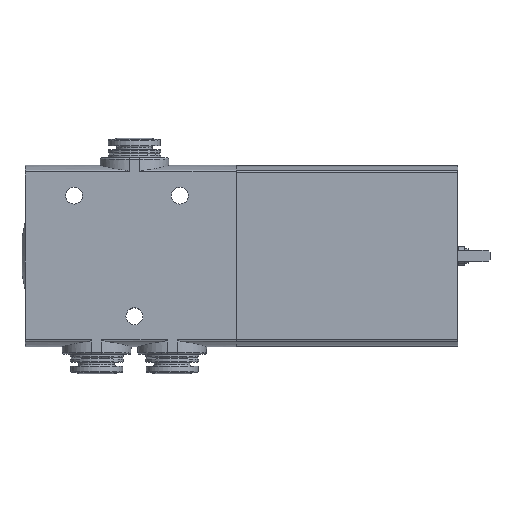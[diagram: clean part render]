
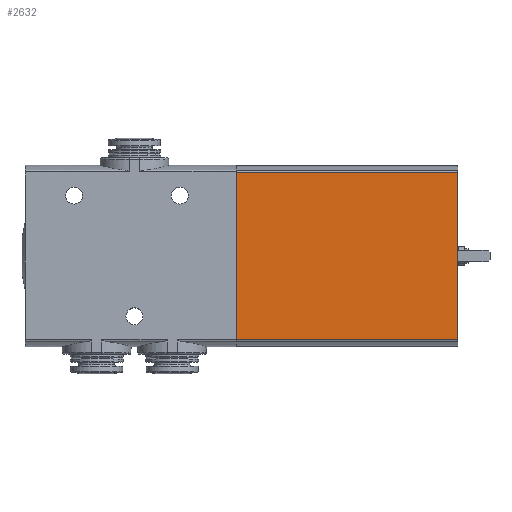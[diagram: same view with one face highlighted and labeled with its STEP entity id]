
A CAD part, top view. The second image highlights one B-rep face of the part: STEP entity #2632.
In plain terms, the highlighted planar face has unit normal (0, 0, 1).
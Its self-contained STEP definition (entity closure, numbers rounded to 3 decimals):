
#43=PLANE('',#2807);
#435=ORIENTED_EDGE('',*,*,#791,.T.);
#436=ORIENTED_EDGE('',*,*,#806,.F.);
#437=ORIENTED_EDGE('',*,*,#807,.F.);
#438=ORIENTED_EDGE('',*,*,#792,.T.);
#791=EDGE_CURVE('',#981,#987,#1126,.T.);
#792=EDGE_CURVE('',#988,#981,#1127,.T.);
#806=EDGE_CURVE('',#995,#987,#1135,.T.);
#807=EDGE_CURVE('',#988,#995,#1136,.T.);
#981=VERTEX_POINT('',#3865);
#987=VERTEX_POINT('',#3877);
#988=VERTEX_POINT('',#3881);
#995=VERTEX_POINT('',#3907);
#1126=LINE('',#3878,#1224);
#1127=LINE('',#3880,#1225);
#1135=LINE('',#3908,#1233);
#1136=LINE('',#3910,#1234);
#1224=VECTOR('',#3141,1000.);
#1225=VECTOR('',#3144,1000.);
#1233=VECTOR('',#3176,1000.);
#1234=VECTOR('',#3179,1000.);
#1320=EDGE_LOOP('',(#435,#436,#437,#438));
#1514=FACE_BOUND('',#1320,.T.);
#2632=ADVANCED_FACE('',(#1514),#43,.F.);
#2807=AXIS2_PLACEMENT_3D('',#3909,#3177,#3178);
#3141=DIRECTION('',(0.,-1.,0.));
#3144=DIRECTION('',(-1.,0.,0.));
#3176=DIRECTION('',(-1.,0.,0.));
#3177=DIRECTION('',(0.,0.,-1.));
#3178=DIRECTION('',(-1.,0.,0.));
#3179=DIRECTION('',(0.,-1.,0.));
#3865=CARTESIAN_POINT('',(56.,46.179,8.9));
#3877=CARTESIAN_POINT('',(56.,1.821,8.9));
#3878=CARTESIAN_POINT('',(56.,46.179,8.9));
#3880=CARTESIAN_POINT('',(114.6,46.179,8.9));
#3881=CARTESIAN_POINT('',(114.6,46.179,8.9));
#3907=CARTESIAN_POINT('',(114.6,1.821,8.9));
#3908=CARTESIAN_POINT('',(114.6,1.821,8.9));
#3909=CARTESIAN_POINT('',(114.6,46.179,8.9));
#3910=CARTESIAN_POINT('',(114.6,46.179,8.9));
